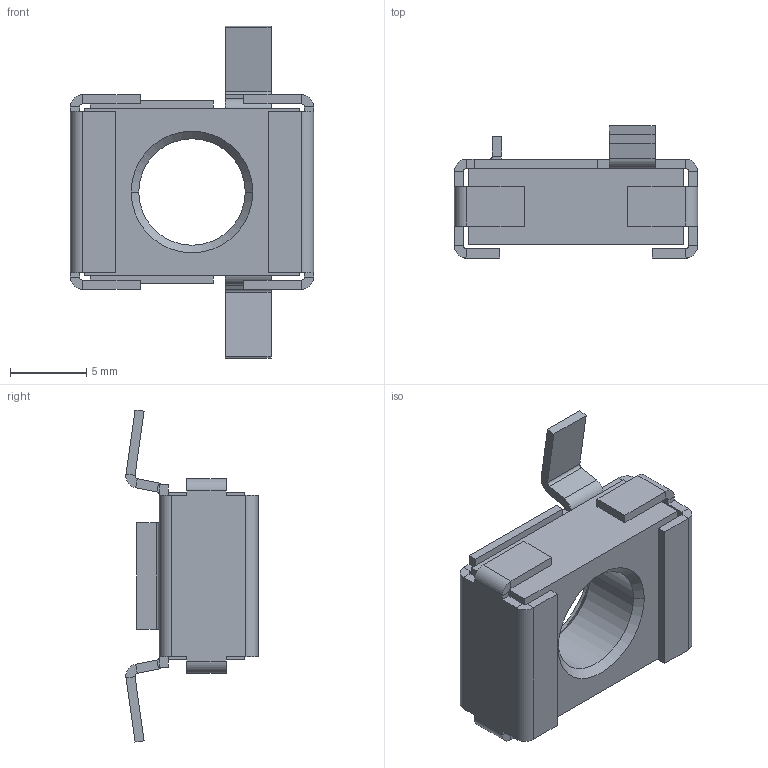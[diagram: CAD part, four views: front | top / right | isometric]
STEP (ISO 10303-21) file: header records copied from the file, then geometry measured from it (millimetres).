
FILE_DESCRIPTION((''),'2;1');
FILE_NAME('NSYCNM6','2015-06-29T',('SESA6369'),('Schneider-Electric'),'PRO/ENGINEER BY PARAMETRIC TECHNOLOGY CORPORATION, 2011410','PRO/ENGINEER BY PARAMETRIC TECHNOLOGY CORPORATION, 2011410','');
FILE_SCHEMA(('CONFIG_CONTROL_DESIGN'));
Length unit declared in the file: millimetre
Products named in the file (1): NSYCNM6
Bounding box: 16 x 8.7 x 21.84 mm (x, y, z)
Volume: 582.8 mm3; surface area: 1587.4 mm2
Topology: 1 solids, 3 shells, 164 faces, 374 edges, 212 vertices
Faces by surface type: plane 129, cylinder 31, cone 4
Entity records: 4481 total; most frequent: DIRECTION 774, CARTESIAN_POINT 751, ORIENTED_EDGE 740, EDGE_CURVE 374, VECTOR 304, LINE 304, AXIS2_PLACEMENT_3D 235, VERTEX_POINT 212
